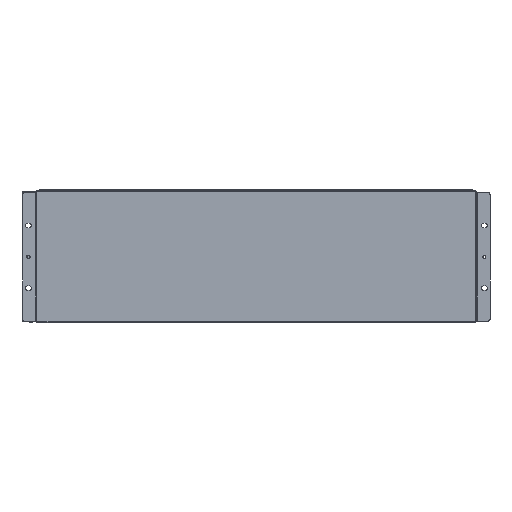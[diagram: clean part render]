
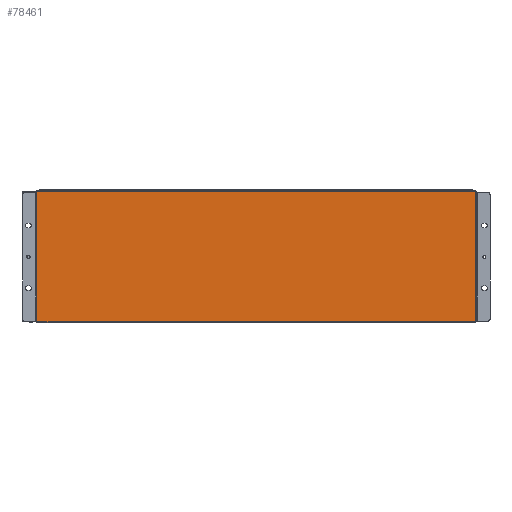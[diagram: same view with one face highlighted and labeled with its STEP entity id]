
A CAD part, front view. The second image highlights one B-rep face of the part: STEP entity #78461.
In plain terms, the highlighted planar face has unit normal (0, -1, 0).
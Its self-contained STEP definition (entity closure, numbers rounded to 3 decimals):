
#223 = DIRECTION ( 'NONE',  ( 0., 0., 1. ) ) ;
#3408 = LINE ( 'NONE', #67291, #34576 ) ;
#3774 = DIRECTION ( 'NONE',  ( 0., 0., -1. ) ) ;
#4344 = FACE_OUTER_BOUND ( 'NONE', #40132, .T. ) ;
#7280 = LINE ( 'NONE', #60413, #18740 ) ;
#16556 = AXIS2_PLACEMENT_3D ( 'NONE', #27154, #72752, #59706 ) ;
#18740 = VECTOR ( 'NONE', #81001, 1000. ) ;
#19394 = CARTESIAN_POINT ( 'NONE',  ( -622.063, -122.484, 1364. ) ) ;
#20993 = EDGE_CURVE ( 'NONE', #38524, #80934, #7280, .T. ) ;
#25742 = PLANE ( 'NONE',  #16556 ) ;
#27154 = CARTESIAN_POINT ( 'NONE',  ( -18.763, -122.484, 1191.6 ) ) ;
#28698 = EDGE_CURVE ( 'NONE', #80934, #47356, #53422, .T. ) ;
#31032 = CARTESIAN_POINT ( 'NONE',  ( -622.063, -122.484, 1020.9 ) ) ;
#32319 = ORIENTED_EDGE ( 'NONE', *, *, #28698, .F. ) ;
#33292 = DIRECTION ( 'NONE',  ( -1., 0., 0. ) ) ;
#34291 = VERTEX_POINT ( 'NONE', #31032 ) ;
#34576 = VECTOR ( 'NONE', #33292, 1000. ) ;
#38524 = VERTEX_POINT ( 'NONE', #51196 ) ;
#38936 = CARTESIAN_POINT ( 'NONE',  ( 584.537, -122.484, 1020.9 ) ) ;
#40132 = EDGE_LOOP ( 'NONE', ( #45458, #32319, #56065, #68700 ) ) ;
#45458 = ORIENTED_EDGE ( 'NONE', *, *, #51509, .F. ) ;
#46639 = EDGE_CURVE ( 'NONE', #34291, #38524, #82443, .T. ) ;
#47356 = VERTEX_POINT ( 'NONE', #38936 ) ;
#51196 = CARTESIAN_POINT ( 'NONE',  ( -622.063, -122.484, 1379.1 ) ) ;
#51509 = EDGE_CURVE ( 'NONE', #47356, #34291, #3408, .T. ) ;
#53422 = LINE ( 'NONE', #68299, #82942 ) ;
#56065 = ORIENTED_EDGE ( 'NONE', *, *, #20993, .F. ) ;
#59017 = CARTESIAN_POINT ( 'NONE',  ( 584.537, -122.484, 1379.1 ) ) ;
#59706 = DIRECTION ( 'NONE',  ( 0., 0., 1. ) ) ;
#60413 = CARTESIAN_POINT ( 'NONE',  ( -18.763, -122.484, 1379.1 ) ) ;
#67291 = CARTESIAN_POINT ( 'NONE',  ( -18.763, -122.484, 1020.9 ) ) ;
#68299 = CARTESIAN_POINT ( 'NONE',  ( 584.537, -122.484, 1364. ) ) ;
#68700 = ORIENTED_EDGE ( 'NONE', *, *, #46639, .F. ) ;
#72752 = DIRECTION ( 'NONE',  ( 0., 1., 0. ) ) ;
#78461 = ADVANCED_FACE ( 'NONE', ( #4344 ), #25742, .F. ) ;
#80346 = VECTOR ( 'NONE', #223, 1000. ) ;
#80934 = VERTEX_POINT ( 'NONE', #59017 ) ;
#81001 = DIRECTION ( 'NONE',  ( 1., 0., 0. ) ) ;
#82443 = LINE ( 'NONE', #19394, #80346 ) ;
#82942 = VECTOR ( 'NONE', #3774, 1000. ) ;
